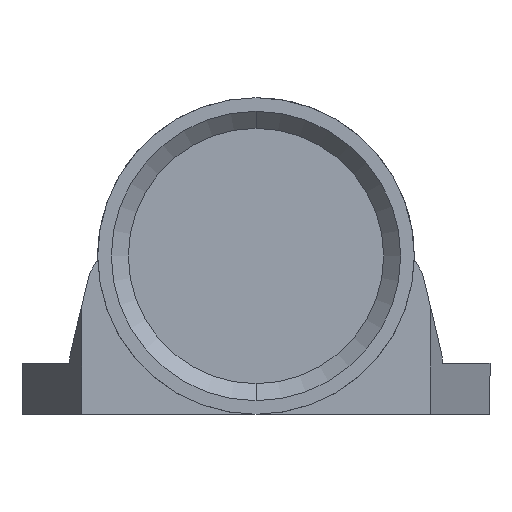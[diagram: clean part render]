
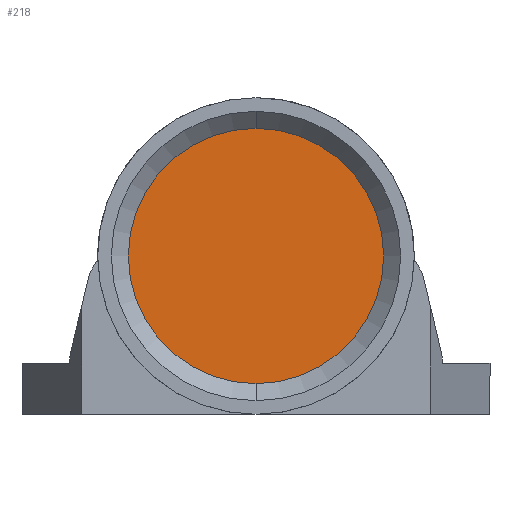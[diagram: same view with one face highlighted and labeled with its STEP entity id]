
A CAD part, left-side view. The second image highlights one B-rep face of the part: STEP entity #218.
In plain terms, the highlighted planar face has unit normal (-1, 0, 0).
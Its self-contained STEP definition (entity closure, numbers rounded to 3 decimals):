
#17 = EDGE_CURVE ( 'NONE', #552, #553, #790, .T. ) ;
#61 = EDGE_CURVE ( 'NONE', #553, #552, #135, .T. ) ;
#65 = AXIS2_PLACEMENT_3D ( 'NONE', #602, #604, #605 ) ;
#76 = AXIS2_PLACEMENT_3D ( 'NONE', #755, #766, #767 ) ;
#90 = AXIS2_PLACEMENT_3D ( 'NONE', #279, #293, #296 ) ;
#135 = CIRCLE ( 'NONE', #76, 7.5 ) ;
#143 = FACE_OUTER_BOUND ( 'NONE', #478, .T. ) ;
#218 = ADVANCED_FACE ( 'NONE', ( #143 ), #285, .T. ) ;
#279 = CARTESIAN_POINT ( 'NONE',  ( -6., 0., 9.3 ) ) ;
#285 = PLANE ( 'NONE',  #90 ) ;
#293 = DIRECTION ( 'NONE',  ( -1., 0., 0. ) ) ;
#296 = DIRECTION ( 'NONE',  ( 0., 0., 1. ) ) ;
#339 = CARTESIAN_POINT ( 'NONE',  ( -6., 0., 1.8 ) ) ;
#368 = CARTESIAN_POINT ( 'NONE',  ( -6., 0., 16.8 ) ) ;
#478 = EDGE_LOOP ( 'NONE', ( #515, #514 ) ) ;
#514 = ORIENTED_EDGE ( 'NONE', *, *, #17, .T. ) ;
#515 = ORIENTED_EDGE ( 'NONE', *, *, #61, .T. ) ;
#552 = VERTEX_POINT ( 'NONE', #339 ) ;
#553 = VERTEX_POINT ( 'NONE', #368 ) ;
#602 = CARTESIAN_POINT ( 'NONE',  ( -6., 0., 9.3 ) ) ;
#604 = DIRECTION ( 'NONE',  ( -1., 0., 0. ) ) ;
#605 = DIRECTION ( 'NONE',  ( 0., 0., 1. ) ) ;
#755 = CARTESIAN_POINT ( 'NONE',  ( -6., 0., 9.3 ) ) ;
#766 = DIRECTION ( 'NONE',  ( -1., 0., 0. ) ) ;
#767 = DIRECTION ( 'NONE',  ( 0., 0., 1. ) ) ;
#790 = CIRCLE ( 'NONE', #65, 7.5 ) ;
